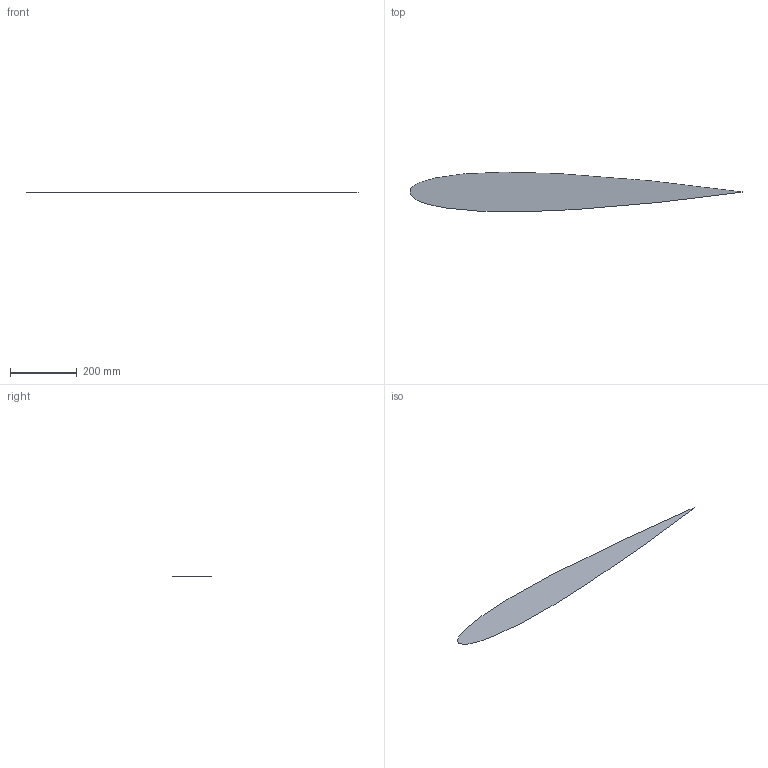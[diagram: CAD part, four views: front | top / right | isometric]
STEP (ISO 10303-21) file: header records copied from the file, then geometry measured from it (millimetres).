
FILE_DESCRIPTION(('STEP AP214'),'1');
FILE_NAME('NACA0012.stp','2022-09-01T09:03:00',(' '),(' '),'Spatial InterOp 3D',' ',' ');
FILE_SCHEMA(('AUTOMOTIVE_DESIGN { 1 0 10303 214 1 1 1 1 }'));
Length unit declared in the file: metre
Products named in the file (1): Surface
Bounding box: 996.05 x 118.85 x 0 mm (x, y, z)
Surface area: 90104 mm2 (no closed solid volume)
Topology: 0 solids, 1 shells, 1 faces, 2 edges, 2 vertices
Faces by surface type: plane 1
Entity records: 126 total; most frequent: CARTESIAN_POINT 77, DIRECTION 5, AXIS2_PLACEMENT_3D 2, DIMENSIONAL_EXPONENTS 2, ORIENTED_EDGE 2, EDGE_CURVE 2, VERTEX_POINT 2, MECHANICAL_DESIGN_GEOMETRIC_PRESENTATION_REPRESENTATION 1
